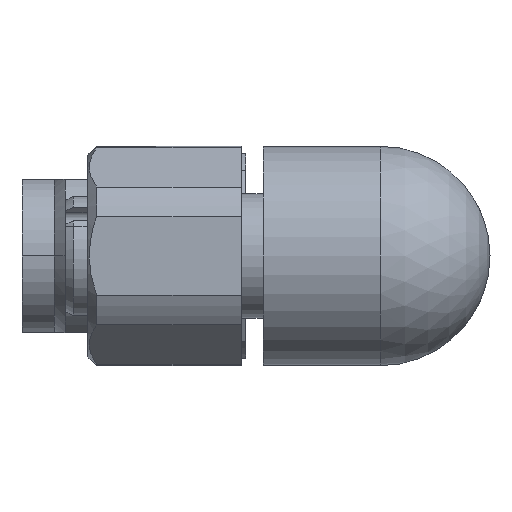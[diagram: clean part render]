
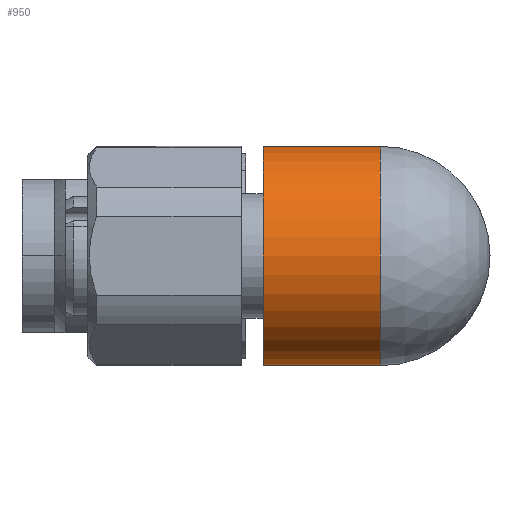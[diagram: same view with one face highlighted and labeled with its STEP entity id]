
A CAD part, left-side view. The second image highlights one B-rep face of the part: STEP entity #950.
In plain terms, the highlighted cylindrical face has radius 7.5 mm (diameter 15 mm), a partial arc.
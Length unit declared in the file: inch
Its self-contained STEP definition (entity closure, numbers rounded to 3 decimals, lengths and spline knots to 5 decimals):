
#78 = CARTESIAN_POINT ( 'NONE',  ( 12.94266, 0.86142, 0.09584 ) ) ;
#96 = CARTESIAN_POINT ( 'NONE',  ( 12.94266, 0.86142, 0.39112 ) ) ;
#168 = VERTEX_POINT ( 'NONE', #3746 ) ;
#194 = AXIS2_PLACEMENT_3D ( 'NONE', #857, #2063, #2378 ) ;
#288 = CARTESIAN_POINT ( 'NONE',  ( 12.94266, 0.86142, -0.19944 ) ) ;
#290 = DIRECTION ( 'NONE',  ( 0., 1., 0. ) ) ;
#443 = VECTOR ( 'NONE', #1500, 39.37008 ) ;
#449 = ORIENTED_EDGE ( 'NONE', *, *, #3083, .T. ) ;
#560 = EDGE_LOOP ( 'NONE', ( #3437, #449, #3407, #629 ) ) ;
#629 = ORIENTED_EDGE ( 'NONE', *, *, #3322, .F. ) ;
#659 = CARTESIAN_POINT ( 'NONE',  ( 12.94266, 0.54646, 0.09584 ) ) ;
#813 = CYLINDRICAL_SURFACE ( 'NONE', #194, 0.29528 ) ;
#857 = CARTESIAN_POINT ( 'NONE',  ( 12.94266, 0.86142, 0.09584 ) ) ;
#887 = VERTEX_POINT ( 'NONE', #96 ) ;
#929 = DIRECTION ( 'NONE',  ( -1., 0., 0. ) ) ;
#950 = ADVANCED_FACE ( 'NONE', ( #2819 ), #813, .T. ) ;
#1006 = CARTESIAN_POINT ( 'NONE',  ( 12.94266, 0.54646, 0.39112 ) ) ;
#1066 = VERTEX_POINT ( 'NONE', #288 ) ;
#1336 = DIRECTION ( 'NONE',  ( 0., -1., 0. ) ) ;
#1500 = DIRECTION ( 'NONE',  ( 0., -1., 0. ) ) ;
#1505 = CIRCLE ( 'NONE', #2347, 0.29528 ) ;
#1548 = CIRCLE ( 'NONE', #1850, 0.29528 ) ;
#1679 = DIRECTION ( 'NONE',  ( 0., -1., 0. ) ) ;
#1850 = AXIS2_PLACEMENT_3D ( 'NONE', #659, #290, #929 ) ;
#1936 = LINE ( 'NONE', #2935, #3129 ) ;
#2063 = DIRECTION ( 'NONE',  ( 0., -1., 0. ) ) ;
#2124 = CARTESIAN_POINT ( 'NONE',  ( 12.94266, 0.86142, -0.19944 ) ) ;
#2347 = AXIS2_PLACEMENT_3D ( 'NONE', #78, #1336, #3461 ) ;
#2378 = DIRECTION ( 'NONE',  ( 0., 0., -1. ) ) ;
#2819 = FACE_OUTER_BOUND ( 'NONE', #560, .T. ) ;
#2934 = EDGE_CURVE ( 'NONE', #1066, #887, #1505, .T. ) ;
#2935 = CARTESIAN_POINT ( 'NONE',  ( 12.94266, 0.86142, 0.39112 ) ) ;
#3083 = EDGE_CURVE ( 'NONE', #887, #3932, #1936, .T. ) ;
#3129 = VECTOR ( 'NONE', #1679, 39.37008 ) ;
#3322 = EDGE_CURVE ( 'NONE', #1066, #168, #3861, .T. ) ;
#3407 = ORIENTED_EDGE ( 'NONE', *, *, #3697, .T. ) ;
#3437 = ORIENTED_EDGE ( 'NONE', *, *, #2934, .T. ) ;
#3461 = DIRECTION ( 'NONE',  ( 0., 0., -1. ) ) ;
#3697 = EDGE_CURVE ( 'NONE', #3932, #168, #1548, .T. ) ;
#3746 = CARTESIAN_POINT ( 'NONE',  ( 12.94266, 0.54646, -0.19944 ) ) ;
#3861 = LINE ( 'NONE', #2124, #443 ) ;
#3932 = VERTEX_POINT ( 'NONE', #1006 ) ;
